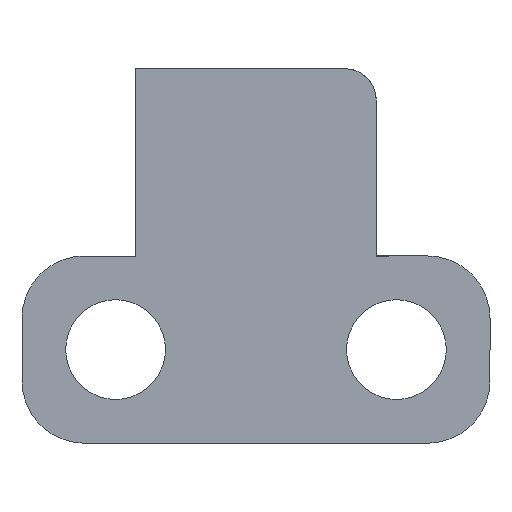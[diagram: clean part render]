
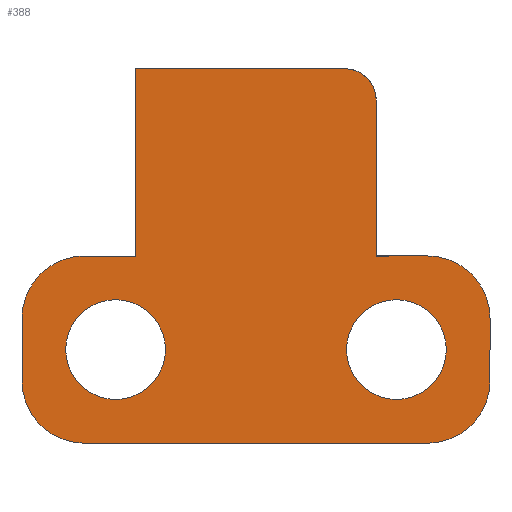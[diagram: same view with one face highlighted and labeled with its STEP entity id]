
A CAD part, front view. The second image highlights one B-rep face of the part: STEP entity #388.
In plain terms, the highlighted planar face has unit normal (0, -1, 0).
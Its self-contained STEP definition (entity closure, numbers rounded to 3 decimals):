
#11 = DIRECTION ( 'NONE',  ( 0., 1., 0. ) ) ;
#13 = LINE ( 'NONE', #24, #79 ) ;
#18 = DIRECTION ( 'NONE',  ( -1., 0., 0. ) ) ;
#24 = CARTESIAN_POINT ( 'NONE',  ( -3.65, 0., -6. ) ) ;
#28 = CARTESIAN_POINT ( 'NONE',  ( -0.65, 0., -9. ) ) ;
#34 = FACE_BOUND ( 'NONE', #506, .T. ) ;
#36 = ORIENTED_EDGE ( 'NONE', *, *, #1086, .T. ) ;
#38 = LINE ( 'NONE', #997, #188 ) ;
#50 = VERTEX_POINT ( 'NONE', #571 ) ;
#61 = DIRECTION ( 'NONE',  ( 0., -1., 0. ) ) ;
#63 = AXIS2_PLACEMENT_3D ( 'NONE', #724, #279, #614 ) ;
#79 = VECTOR ( 'NONE', #18, 1000. ) ;
#90 = ORIENTED_EDGE ( 'NONE', *, *, #690, .T. ) ;
#96 = CIRCLE ( 'NONE', #987, 2. ) ;
#115 = VECTOR ( 'NONE', #239, 1000. ) ;
#121 = EDGE_CURVE ( 'NONE', #711, #373, #399, .T. ) ;
#126 = EDGE_CURVE ( 'NONE', #267, #848, #495, .T. ) ;
#125 = CARTESIAN_POINT ( 'NONE',  ( -0.65, 0., -7.4 ) ) ;
#128 = CARTESIAN_POINT ( 'NONE',  ( 6.7, 0., -1. ) ) ;
#130 = CIRCLE ( 'NONE', #776, 1.6 ) ;
#139 = CARTESIAN_POINT ( 'NONE',  ( 0., 0., 0. ) ) ;
#146 = CARTESIAN_POINT ( 'NONE',  ( 7.7, 0., 0. ) ) ;
#147 = DIRECTION ( 'NONE',  ( 0., 0., -1. ) ) ;
#148 = VERTEX_POINT ( 'NONE', #965 ) ;
#149 = EDGE_CURVE ( 'NONE', #498, #331, #954, .T. ) ;
#151 = DIRECTION ( 'NONE',  ( 0., -1., 0. ) ) ;
#156 = AXIS2_PLACEMENT_3D ( 'NONE', #379, #633, #368 ) ;
#161 = CARTESIAN_POINT ( 'NONE',  ( 0., 0., 0. ) ) ;
#170 = VECTOR ( 'NONE', #833, 1000. ) ;
#171 = ORIENTED_EDGE ( 'NONE', *, *, #315, .T. ) ;
#188 = VECTOR ( 'NONE', #398, 1000. ) ;
#192 = CIRCLE ( 'NONE', #590, 2. ) ;
#211 = AXIS2_PLACEMENT_3D ( 'NONE', #28, #11, #622 ) ;
#216 = DIRECTION ( 'NONE',  ( 0., -1., 0. ) ) ;
#217 = CARTESIAN_POINT ( 'NONE',  ( -3.65, 0., -6. ) ) ;
#225 = CARTESIAN_POINT ( 'NONE',  ( 0., 0., 0. ) ) ;
#239 = DIRECTION ( 'NONE',  ( -1., 0., 0. ) ) ;
#240 = ORIENTED_EDGE ( 'NONE', *, *, #591, .F. ) ;
#248 = DIRECTION ( 'NONE',  ( 0., 0., -1. ) ) ;
#259 = EDGE_LOOP ( 'NONE', ( #676, #90 ) ) ;
#267 = VERTEX_POINT ( 'NONE', #792 ) ;
#279 = DIRECTION ( 'NONE',  ( 0., 1., 0. ) ) ;
#291 = AXIS2_PLACEMENT_3D ( 'NONE', #937, #151, #1113 ) ;
#292 = FACE_OUTER_BOUND ( 'NONE', #303, .T. ) ;
#303 = EDGE_LOOP ( 'NONE', ( #310, #734, #240, #672, #36, #524, #468, #507, #1016, #849, #326, #544, #171 ) ) ;
#310 = ORIENTED_EDGE ( 'NONE', *, *, #121, .F. ) ;
#312 = EDGE_CURVE ( 'NONE', #1090, #50, #130, .T. ) ;
#315 = EDGE_CURVE ( 'NONE', #878, #373, #13, .T. ) ;
#316 = CARTESIAN_POINT ( 'NONE',  ( 11.35, 0., -6. ) ) ;
#318 = VERTEX_POINT ( 'NONE', #1067 ) ;
#326 = ORIENTED_EDGE ( 'NONE', *, *, #126, .T. ) ;
#327 = CARTESIAN_POINT ( 'NONE',  ( -3.65, 0., -8. ) ) ;
#331 = VERTEX_POINT ( 'NONE', #725 ) ;
#343 = LINE ( 'NONE', #161, #659 ) ;
#354 = DIRECTION ( 'NONE',  ( 0., 0., -1. ) ) ;
#363 = CARTESIAN_POINT ( 'NONE',  ( 7.7, 0., -6. ) ) ;
#365 = VERTEX_POINT ( 'NONE', #451 ) ;
#367 = VECTOR ( 'NONE', #850, 1000. ) ;
#368 = DIRECTION ( 'NONE',  ( 0., 0., 1. ) ) ;
#373 = VERTEX_POINT ( 'NONE', #363 ) ;
#374 = CARTESIAN_POINT ( 'NONE',  ( 7.7, 0., -1. ) ) ;
#379 = CARTESIAN_POINT ( 'NONE',  ( 8.35, 0., -9. ) ) ;
#380 = FACE_BOUND ( 'NONE', #259, .T. ) ;
#388 = ADVANCED_FACE ( 'NONE', ( #34, #380, #292 ), #642, .T. ) ;
#390 = VERTEX_POINT ( 'NONE', #225 ) ;
#398 = DIRECTION ( 'NONE',  ( 1., 0., 0. ) ) ;
#399 = LINE ( 'NONE', #146, #170 ) ;
#430 = EDGE_CURVE ( 'NONE', #148, #390, #1003, .T. ) ;
#442 = CIRCLE ( 'NONE', #1046, 1. ) ;
#450 = EDGE_CURVE ( 'NONE', #822, #688, #38, .T. ) ;
#451 = CARTESIAN_POINT ( 'NONE',  ( 8.35, 0., -7.4 ) ) ;
#466 = DIRECTION ( 'NONE',  ( 0., 1., 0. ) ) ;
#468 = ORIENTED_EDGE ( 'NONE', *, *, #149, .T. ) ;
#470 = EDGE_CURVE ( 'NONE', #688, #267, #96, .T. ) ;
#474 = CARTESIAN_POINT ( 'NONE',  ( -1.65, 0., -6. ) ) ;
#484 = EDGE_CURVE ( 'NONE', #331, #822, #809, .T. ) ;
#490 = CARTESIAN_POINT ( 'NONE',  ( -1.65, 0., -8. ) ) ;
#495 = LINE ( 'NONE', #316, #636 ) ;
#496 = CARTESIAN_POINT ( 'NONE',  ( 9.35, 0., -8. ) ) ;
#498 = VERTEX_POINT ( 'NONE', #327 ) ;
#504 = CIRCLE ( 'NONE', #156, 1.6 ) ;
#506 = EDGE_LOOP ( 'NONE', ( #836, #527 ) ) ;
#507 = ORIENTED_EDGE ( 'NONE', *, *, #484, .T. ) ;
#524 = ORIENTED_EDGE ( 'NONE', *, *, #1072, .T. ) ;
#527 = ORIENTED_EDGE ( 'NONE', *, *, #652, .T. ) ;
#544 = ORIENTED_EDGE ( 'NONE', *, *, #1008, .T. ) ;
#545 = CARTESIAN_POINT ( 'NONE',  ( 9.35, 0., -12. ) ) ;
#549 = CARTESIAN_POINT ( 'NONE',  ( -1.65, 0., -12. ) ) ;
#562 = DIRECTION ( 'NONE',  ( 0., 0., -1. ) ) ;
#568 = DIRECTION ( 'NONE',  ( 0., -1., 0. ) ) ;
#571 = CARTESIAN_POINT ( 'NONE',  ( -0.65, 0., -10.6 ) ) ;
#590 = AXIS2_PLACEMENT_3D ( 'NONE', #490, #768, #1110 ) ;
#591 = EDGE_CURVE ( 'NONE', #390, #318, #343, .T. ) ;
#597 = DIRECTION ( 'NONE',  ( 1., 0., 0. ) ) ;
#603 = AXIS2_PLACEMENT_3D ( 'NONE', #496, #61, #147 ) ;
#614 = DIRECTION ( 'NONE',  ( 0., 0., 1. ) ) ;
#622 = DIRECTION ( 'NONE',  ( 0., 0., 1. ) ) ;
#633 = DIRECTION ( 'NONE',  ( 0., 1., 0. ) ) ;
#635 = EDGE_CURVE ( 'NONE', #365, #1069, #920, .T. ) ;
#636 = VECTOR ( 'NONE', #846, 1000. ) ;
#642 = PLANE ( 'NONE',  #757 ) ;
#652 = EDGE_CURVE ( 'NONE', #50, #1090, #698, .T. ) ;
#659 = VECTOR ( 'NONE', #597, 1000. ) ;
#672 = ORIENTED_EDGE ( 'NONE', *, *, #430, .F. ) ;
#676 = ORIENTED_EDGE ( 'NONE', *, *, #635, .T. ) ;
#677 = LINE ( 'NONE', #217, #115 ) ;
#688 = VERTEX_POINT ( 'NONE', #545 ) ;
#690 = EDGE_CURVE ( 'NONE', #1069, #365, #504, .T. ) ;
#698 = CIRCLE ( 'NONE', #211, 1.6 ) ;
#711 = VERTEX_POINT ( 'NONE', #374 ) ;
#719 = EDGE_CURVE ( 'NONE', #711, #318, #442, .T. ) ;
#721 = CARTESIAN_POINT ( 'NONE',  ( 11.35, 0., -8. ) ) ;
#724 = CARTESIAN_POINT ( 'NONE',  ( 8.35, 0., -9. ) ) ;
#725 = CARTESIAN_POINT ( 'NONE',  ( -3.65, 0., -10. ) ) ;
#731 = CARTESIAN_POINT ( 'NONE',  ( -0.65, 0., -9. ) ) ;
#734 = ORIENTED_EDGE ( 'NONE', *, *, #719, .T. ) ;
#737 = CARTESIAN_POINT ( 'NONE',  ( 9.35, 0., -10. ) ) ;
#750 = DIRECTION ( 'NONE',  ( 0., -1., 0. ) ) ;
#757 = AXIS2_PLACEMENT_3D ( 'NONE', #992, #216, #1107 ) ;
#768 = DIRECTION ( 'NONE',  ( 0., -1., 0. ) ) ;
#776 = AXIS2_PLACEMENT_3D ( 'NONE', #731, #466, #820 ) ;
#792 = CARTESIAN_POINT ( 'NONE',  ( 11.35, 0., -10. ) ) ;
#809 = CIRCLE ( 'NONE', #291, 2. ) ;
#820 = DIRECTION ( 'NONE',  ( 0., 0., 1. ) ) ;
#822 = VERTEX_POINT ( 'NONE', #549 ) ;
#833 = DIRECTION ( 'NONE',  ( 0., 0., -1. ) ) ;
#836 = ORIENTED_EDGE ( 'NONE', *, *, #312, .T. ) ;
#846 = DIRECTION ( 'NONE',  ( 0., 0., 1. ) ) ;
#848 = VERTEX_POINT ( 'NONE', #721 ) ;
#849 = ORIENTED_EDGE ( 'NONE', *, *, #470, .T. ) ;
#850 = DIRECTION ( 'NONE',  ( 0., 0., 1. ) ) ;
#876 = CARTESIAN_POINT ( 'NONE',  ( -3.65, 0., -6. ) ) ;
#878 = VERTEX_POINT ( 'NONE', #890 ) ;
#890 = CARTESIAN_POINT ( 'NONE',  ( 9.35, 0., -6. ) ) ;
#920 = CIRCLE ( 'NONE', #63, 1.6 ) ;
#932 = CARTESIAN_POINT ( 'NONE',  ( 8.35, 0., -10.6 ) ) ;
#937 = CARTESIAN_POINT ( 'NONE',  ( -1.65, 0., -10. ) ) ;
#954 = LINE ( 'NONE', #876, #1078 ) ;
#965 = CARTESIAN_POINT ( 'NONE',  ( 0., 0., -6. ) ) ;
#987 = AXIS2_PLACEMENT_3D ( 'NONE', #737, #750, #248 ) ;
#992 = CARTESIAN_POINT ( 'NONE',  ( 0., 0., 0. ) ) ;
#997 = CARTESIAN_POINT ( 'NONE',  ( -3.65, 0., -12. ) ) ;
#1003 = LINE ( 'NONE', #139, #367 ) ;
#1004 = VERTEX_POINT ( 'NONE', #474 ) ;
#1008 = EDGE_CURVE ( 'NONE', #848, #878, #1103, .T. ) ;
#1016 = ORIENTED_EDGE ( 'NONE', *, *, #450, .T. ) ;
#1046 = AXIS2_PLACEMENT_3D ( 'NONE', #128, #568, #562 ) ;
#1067 = CARTESIAN_POINT ( 'NONE',  ( 6.7, 0., 0. ) ) ;
#1069 = VERTEX_POINT ( 'NONE', #932 ) ;
#1072 = EDGE_CURVE ( 'NONE', #1004, #498, #192, .T. ) ;
#1078 = VECTOR ( 'NONE', #354, 1000. ) ;
#1086 = EDGE_CURVE ( 'NONE', #148, #1004, #677, .T. ) ;
#1090 = VERTEX_POINT ( 'NONE', #125 ) ;
#1103 = CIRCLE ( 'NONE', #603, 2. ) ;
#1107 = DIRECTION ( 'NONE',  ( 0., 0., -1. ) ) ;
#1110 = DIRECTION ( 'NONE',  ( 0., 0., -1. ) ) ;
#1113 = DIRECTION ( 'NONE',  ( 0., 0., -1. ) ) ;
